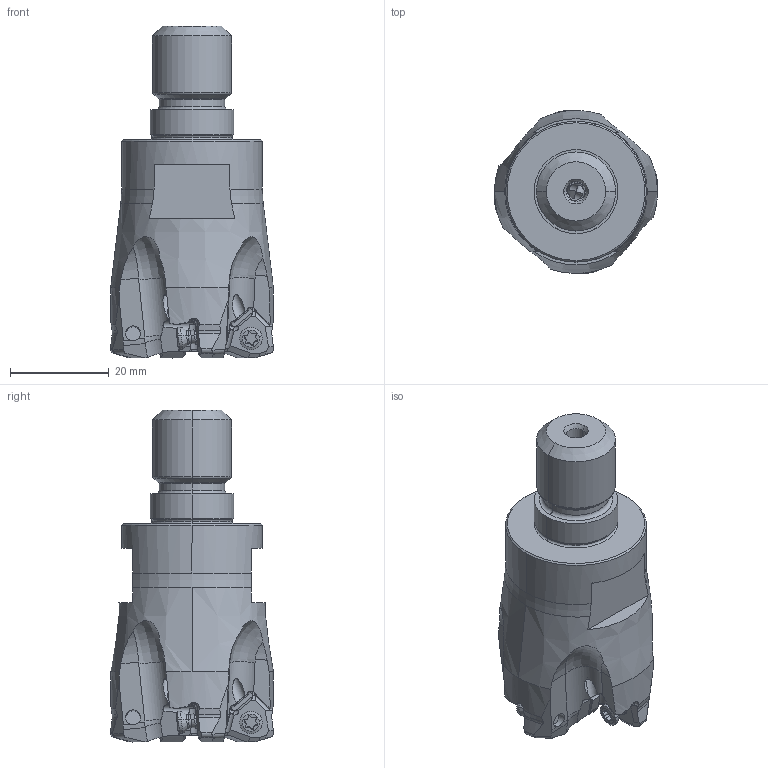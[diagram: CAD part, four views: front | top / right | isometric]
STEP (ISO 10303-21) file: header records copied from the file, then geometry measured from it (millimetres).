
FILE_DESCRIPTION(/* description */ (''),/* implementation_level */ '2;1');
FILE_NAME(/* name */ 'WJX09UR2204AM1645.stp',/* time_stamp */ '2020-10-29T16:34:40+09:00',/* author */ (''),/* organization */ (''),/* preprocessor_version */ 'ST-DEVELOPER v16',/* originating_system */ 'SIEMENS PLM Software NX 10.0',/* authorisation */ '');
FILE_SCHEMA (('AUTOMOTIVE_DESIGN { 1 0 10303 214 3 1 1 1 }'));
Length unit declared in the file: millimetre
Products named in the file (1): WJX09UR2204AM1645_ASM
Bounding box: 33.03 x 33.03 x 67.2 mm (x, y, z)
Volume: 29898.2 mm3; surface area: 8819 mm2
Topology: 5 solids, 5 shells, 506 faces, 1489 edges, 982 vertices
Faces by surface type: cylinder 210, plane 142, cone 58, torus 40, sphere 32, bspline 24
Entity records: 22206 total; most frequent: CARTESIAN_POINT 8967, ORIENTED_EDGE 2942, DIRECTION 2626, EDGE_CURVE 1471, AXIS2_PLACEMENT_3D 1105, VERTEX_POINT 975, EDGE_LOOP 522, ADVANCED_FACE 506
